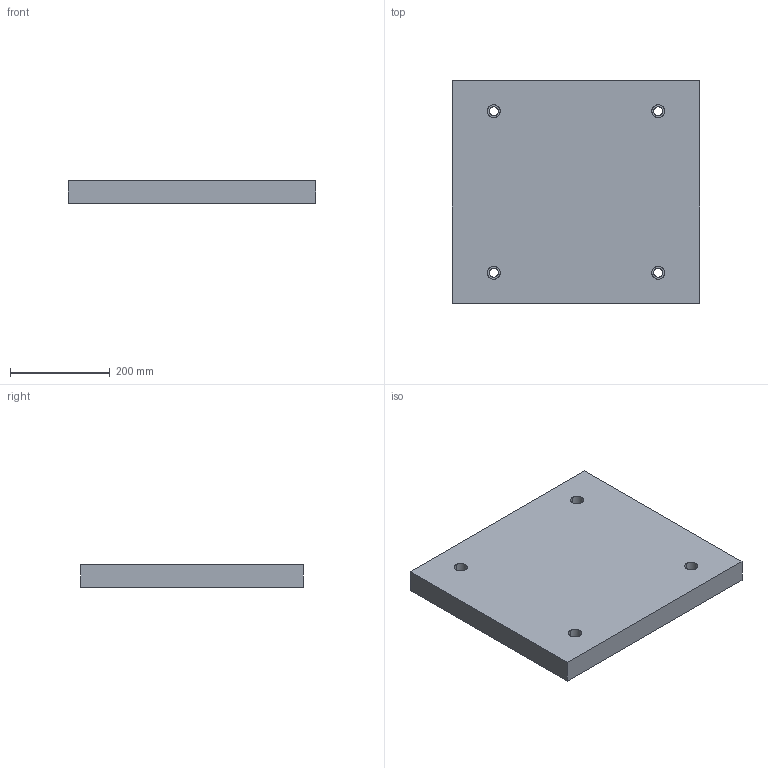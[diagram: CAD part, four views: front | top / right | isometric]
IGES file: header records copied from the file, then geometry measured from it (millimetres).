
Start section: Comment
Global section: file name: OSD1396x496046_.igs; native system:  By Spatial Corp.; preprocessor: XPlus PS/IGES 3.0; author: Author; organization: Title; date: 20040430.175627; units: inch
Bounding box: 496 x 446 x 46 mm (x, y, z)
Surface area: 539576.3 mm2 (no closed solid volume)
Topology: 0 solids, 0 shells, 26 faces, 120 edges, 120 vertices
Faces by surface type: bspline 26
